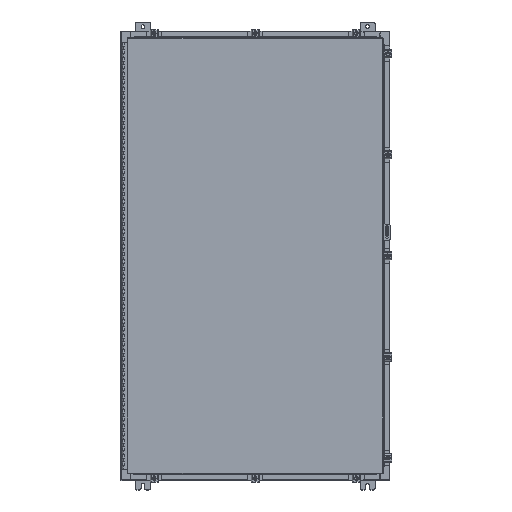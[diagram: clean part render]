
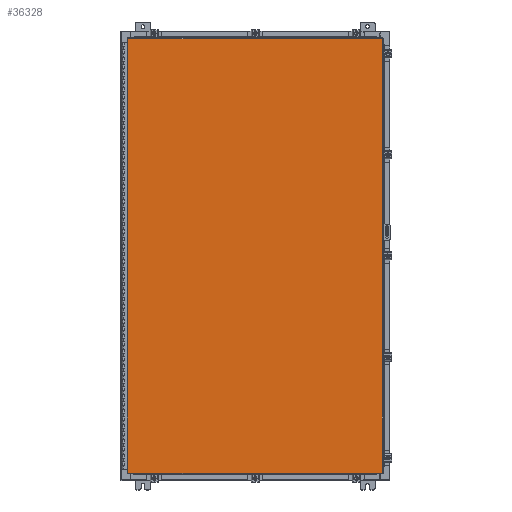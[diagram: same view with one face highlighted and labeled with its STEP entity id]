
A CAD part, top view. The second image highlights one B-rep face of the part: STEP entity #36328.
In plain terms, the highlighted planar face has unit normal (0, 0, 1).
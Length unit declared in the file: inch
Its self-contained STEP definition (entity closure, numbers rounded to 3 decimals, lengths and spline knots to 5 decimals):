
#5504 = DIRECTION ( 'NONE',  ( 0., 0., -1. ) ) ;
#6027 = LINE ( 'NONE', #27160, #17455 ) ;
#6298 = VERTEX_POINT ( 'NONE', #49620 ) ;
#6299 = AXIS2_PLACEMENT_3D ( 'NONE', #34460, #5504, #39535 ) ;
#6627 = EDGE_LOOP ( 'NONE', ( #27755, #38389, #55752, #19204 ) ) ;
#7945 = VERTEX_POINT ( 'NONE', #27018 ) ;
#12423 = EDGE_CURVE ( 'NONE', #33918, #7945, #6027, .T. ) ;
#15090 = PLANE ( 'NONE',  #6299 ) ;
#16677 = DIRECTION ( 'NONE',  ( 0., -1., 0. ) ) ;
#16800 = DIRECTION ( 'NONE',  ( 0., 1., 0. ) ) ;
#16836 = EDGE_CURVE ( 'NONE', #7945, #6298, #59100, .T. ) ;
#17008 = LINE ( 'NONE', #45942, #29964 ) ;
#17455 = VECTOR ( 'NONE', #26205, 39.37008 ) ;
#17779 = EDGE_CURVE ( 'NONE', #6298, #56965, #47572, .T. ) ;
#19204 = ORIENTED_EDGE ( 'NONE', *, *, #16836, .T. ) ;
#26205 = DIRECTION ( 'NONE',  ( -1., 0., 0. ) ) ;
#27018 = CARTESIAN_POINT ( 'NONE',  ( -16.9903, 29.0063, 0. ) ) ;
#27160 = CARTESIAN_POINT ( 'NONE',  ( 16.9903, 29.0063, 0. ) ) ;
#27755 = ORIENTED_EDGE ( 'NONE', *, *, #17779, .T. ) ;
#29795 = FACE_OUTER_BOUND ( 'NONE', #6627, .T. ) ;
#29964 = VECTOR ( 'NONE', #16800, 39.37008 ) ;
#30986 = EDGE_CURVE ( 'NONE', #56965, #33918, #17008, .T. ) ;
#33918 = VERTEX_POINT ( 'NONE', #41484 ) ;
#34460 = CARTESIAN_POINT ( 'NONE',  ( 0., 0., 0. ) ) ;
#34628 = VECTOR ( 'NONE', #53815, 39.37008 ) ;
#36328 = ADVANCED_FACE ( 'NONE', ( #29795 ), #15090, .F. ) ;
#38389 = ORIENTED_EDGE ( 'NONE', *, *, #30986, .T. ) ;
#39117 = CARTESIAN_POINT ( 'NONE',  ( -16.9903, -29.0063, 0. ) ) ;
#39535 = DIRECTION ( 'NONE',  ( -1., 0., 0. ) ) ;
#41484 = CARTESIAN_POINT ( 'NONE',  ( 16.9903, 29.0063, 0. ) ) ;
#42045 = CARTESIAN_POINT ( 'NONE',  ( 16.9903, -29.0063, 0. ) ) ;
#45827 = CARTESIAN_POINT ( 'NONE',  ( -16.9903, 29.0063, 0. ) ) ;
#45942 = CARTESIAN_POINT ( 'NONE',  ( 16.9903, -29.0063, 0. ) ) ;
#47572 = LINE ( 'NONE', #39117, #34628 ) ;
#47689 = VECTOR ( 'NONE', #16677, 39.37008 ) ;
#49620 = CARTESIAN_POINT ( 'NONE',  ( -16.9903, -29.0063, 0. ) ) ;
#53815 = DIRECTION ( 'NONE',  ( 1., 0., 0. ) ) ;
#55752 = ORIENTED_EDGE ( 'NONE', *, *, #12423, .T. ) ;
#56965 = VERTEX_POINT ( 'NONE', #42045 ) ;
#59100 = LINE ( 'NONE', #45827, #47689 ) ;
